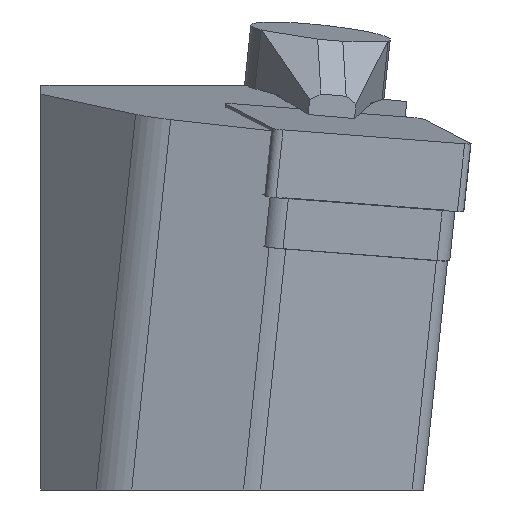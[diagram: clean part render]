
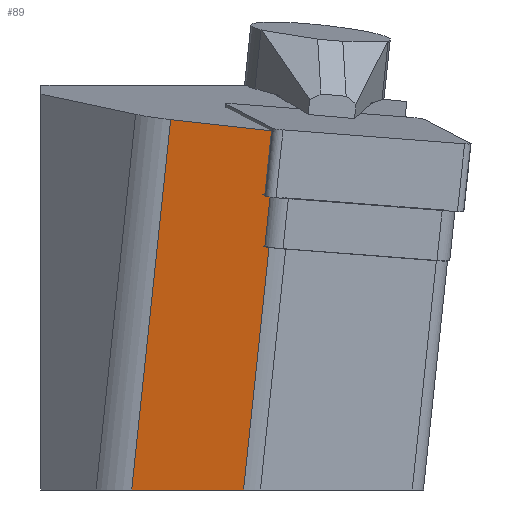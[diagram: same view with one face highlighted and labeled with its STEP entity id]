
A CAD part, left-side view. The second image highlights one B-rep face of the part: STEP entity #89.
In plain terms, the highlighted planar face has unit normal (-0.993, 0.062, -0.098).
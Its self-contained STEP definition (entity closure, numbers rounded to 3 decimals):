
#89=ADVANCED_FACE('',(#185),#144,.F.);
#144=PLANE('',#1118);
#185=FACE_OUTER_BOUND('',#243,.T.);
#243=EDGE_LOOP('',(#574,#575,#576,#577,#578,#579));
#290=LINE('',#1506,#398);
#303=LINE('',#1537,#411);
#311=LINE('',#1556,#419);
#331=LINE('',#1603,#439);
#332=LINE('',#1608,#440);
#333=LINE('',#1610,#441);
#398=VECTOR('',#1199,1.);
#411=VECTOR('',#1222,1.);
#419=VECTOR('',#1236,1.);
#439=VECTOR('',#1276,1.);
#440=VECTOR('',#1283,1.);
#441=VECTOR('',#1284,1.);
#574=ORIENTED_EDGE('',*,*,#914,.F.);
#575=ORIENTED_EDGE('',*,*,#929,.T.);
#576=ORIENTED_EDGE('',*,*,#939,.F.);
#577=ORIENTED_EDGE('',*,*,#966,.T.);
#578=ORIENTED_EDGE('',*,*,#967,.F.);
#579=ORIENTED_EDGE('',*,*,#963,.F.);
#813=VERTEX_POINT('',#1505);
#814=VERTEX_POINT('',#1507);
#826=VERTEX_POINT('',#1536);
#834=VERTEX_POINT('',#1555);
#852=VERTEX_POINT('',#1604);
#853=VERTEX_POINT('',#1609);
#914=EDGE_CURVE('',#813,#814,#290,.T.);
#929=EDGE_CURVE('',#813,#826,#303,.T.);
#939=EDGE_CURVE('',#834,#826,#311,.T.);
#963=EDGE_CURVE('',#814,#852,#331,.T.);
#966=EDGE_CURVE('',#834,#853,#332,.T.);
#967=EDGE_CURVE('',#852,#853,#333,.T.);
#1118=AXIS2_PLACEMENT_3D('',#1611,#1285,#1286);
#1199=DIRECTION('',(-0.051,-0.993,-0.11));
#1222=DIRECTION('',(-0.105,-0.104,0.989));
#1236=DIRECTION('',(-0.051,-0.993,-0.11));
#1276=DIRECTION('',(0.105,0.104,-0.989));
#1283=DIRECTION('',(0.105,0.104,-0.989));
#1284=DIRECTION('',(0.063,0.998,0.));
#1285=DIRECTION('',(0.993,-0.062,0.098));
#1286=DIRECTION('',(0.099,0.,-0.995));
#1505=CARTESIAN_POINT('',(7.262,-20.73,-9.479));
#1506=CARTESIAN_POINT('',(7.242,-21.12,-9.522));
#1507=CARTESIAN_POINT('',(7.242,-21.12,-9.522));
#1536=CARTESIAN_POINT('',(6.132,-21.854,1.213));
#1537=CARTESIAN_POINT('',(5.694,-22.29,5.357));
#1555=CARTESIAN_POINT('',(6.641,-12.006,2.302));
#1556=CARTESIAN_POINT('',(6.112,-22.244,1.17));
#1603=CARTESIAN_POINT('',(10.261,-18.117,-38.097));
#1604=CARTESIAN_POINT('',(9.617,-18.758,-32.));
#1608=CARTESIAN_POINT('',(10.791,-7.879,-36.965));
#1609=CARTESIAN_POINT('',(10.266,-8.401,-32.));
#1610=CARTESIAN_POINT('',(9.66,-18.079,-32.));
#1611=CARTESIAN_POINT('',(10.261,-18.117,-38.097));
